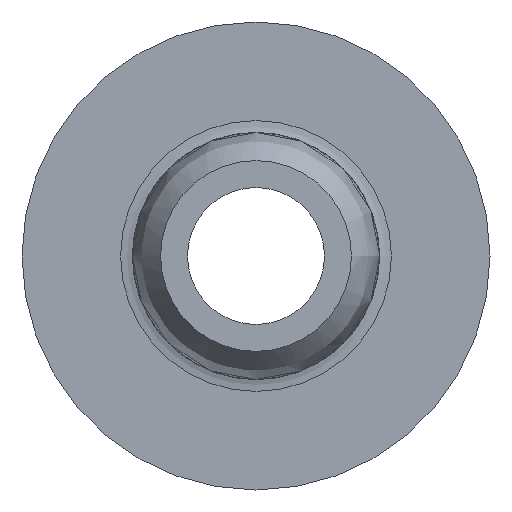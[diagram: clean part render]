
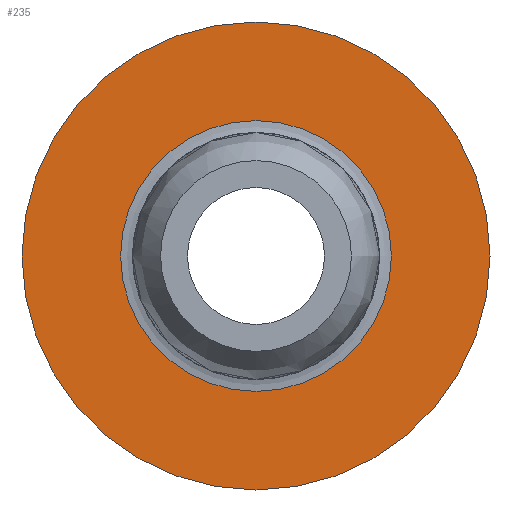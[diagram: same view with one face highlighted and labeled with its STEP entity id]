
A CAD part, left-side view. The second image highlights one B-rep face of the part: STEP entity #235.
In plain terms, the highlighted planar face has unit normal (-1, 0, 0).
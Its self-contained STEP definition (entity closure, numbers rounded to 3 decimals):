
#201=CARTESIAN_POINT('',(25.0,-7.,0.0));
#202=VERTEX_POINT('',#201);
#203=CARTESIAN_POINT('',(25.0,0.0,0.0));
#204=DIRECTION('',(-1.0,0.0,0.0));
#205=DIRECTION('',(0.0,-1.0,0.0));
#206=AXIS2_PLACEMENT_3D('',#203,#204,#205);
#207=CIRCLE('',#206,7.);
#208=EDGE_CURVE('',#202,#202,#207,.T.);
#216=CARTESIAN_POINT('',(25.0,-5.525,0.0));
#217=DIRECTION('',(-1.0,0.0,0.0));
#218=DIRECTION('',(0.0,0.0,1.0));
#219=AXIS2_PLACEMENT_3D('',#216,#217,#218);
#220=PLANE('',#219);
#221=ORIENTED_EDGE('',*,*,#208,.T.);
#222=EDGE_LOOP('',(#221));
#223=FACE_OUTER_BOUND('',#222,.T.);
#224=CARTESIAN_POINT('',(25.0,-4.05,0.0));
#225=VERTEX_POINT('',#224);
#226=CARTESIAN_POINT('',(25.0,0.0,0.0));
#227=DIRECTION('',(-1.0,0.0,0.0));
#228=DIRECTION('',(0.0,-1.0,0.0));
#229=AXIS2_PLACEMENT_3D('',#226,#227,#228);
#230=CIRCLE('',#229,4.05);
#231=EDGE_CURVE('',#225,#225,#230,.T.);
#232=ORIENTED_EDGE('',*,*,#231,.F.);
#233=EDGE_LOOP('',(#232));
#234=FACE_BOUND('',#233,.T.);
#235=ADVANCED_FACE('',(#223,#234),#220,.T.);
